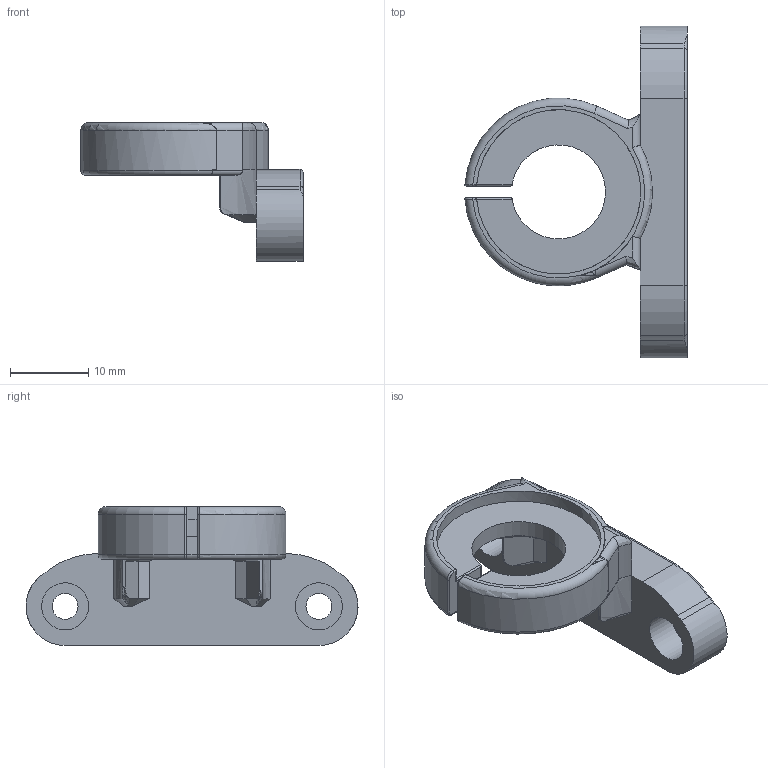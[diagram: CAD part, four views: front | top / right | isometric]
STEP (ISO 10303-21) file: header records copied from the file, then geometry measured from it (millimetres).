
FILE_DESCRIPTION(/* description */ (''),/* implementation_level */ '2;1');
FILE_NAME(/* name */ 'mg12 galileo cable gland connector.step',/* time_stamp */ '2021-08-17T17:27:25-06:00',/* author */ (''),/* organization */ (''),/* preprocessor_version */ 'ST-DEVELOPER v18.1',/* originating_system */ 'Autodesk Translation Framework v10.9.0.1377',/* authorisation */ '');
FILE_SCHEMA (('AUTOMOTIVE_DESIGN { 1 0 10303 214 3 1 1 }'));
Length unit declared in the file: millimetre
Products named in the file (1): cable gland connector
Bounding box: 28.39 x 42.4 x 17.75 mm (x, y, z)
Volume: 3991 mm3; surface area: 3253.9 mm2
Topology: 1 solids, 1 shells, 122 faces, 312 edges, 195 vertices
Faces by surface type: plane 45, cylinder 40, bspline 26, torus 11
Full cylindrical faces by diameter (mm): 3.298 x1, 3.303 x1, 6 x2
Entity records: 5061 total; most frequent: CARTESIAN_POINT 2239, ORIENTED_EDGE 624, DIRECTION 511, EDGE_CURVE 312, VERTEX_POINT 195, AXIS2_PLACEMENT_3D 187, LINE 137, VECTOR 137
